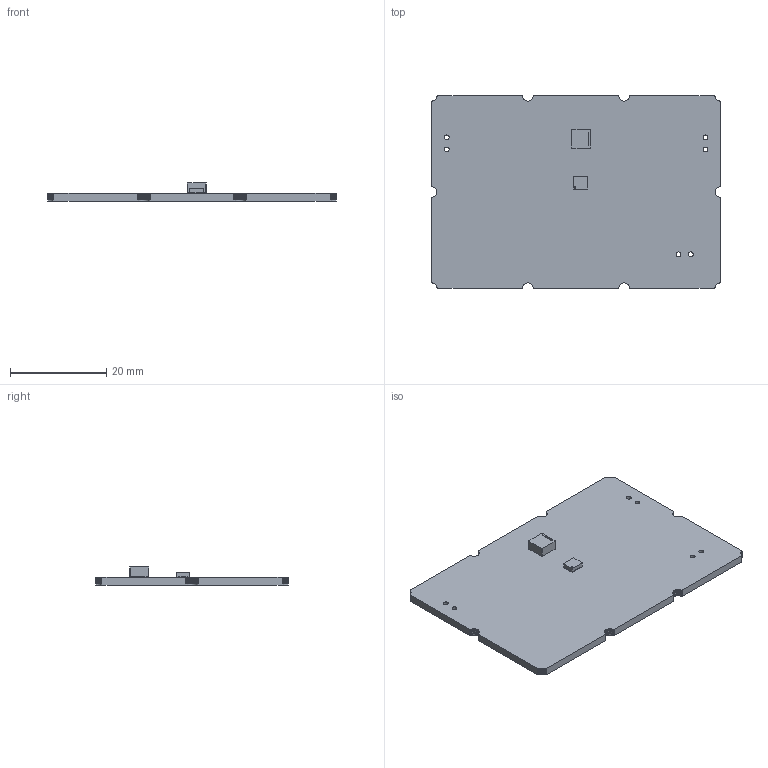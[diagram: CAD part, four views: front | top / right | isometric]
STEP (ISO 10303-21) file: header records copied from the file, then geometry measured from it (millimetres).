
FILE_DESCRIPTION(('KiCad electronic assembly'),'2;1');
FILE_NAME('TPS630702RNMT_BREAKOUT.step','2024-03-22T11:31:03',('Pcbnew') ,('Kicad'),'Open CASCADE STEP processor 7.7','KiCad to STEP converter' ,'Unknown');
FILE_SCHEMA(('AUTOMOTIVE_DESIGN { 1 0 10303 214 1 1 1 1 }'));
Length unit declared in the file: millimetre
Products named in the file (6): TPS630702RNMT_BREAKOUT 1; TPS63070RNMR; RNR11; XFL4020-102MEC; TPS630702RNMT_BREAKOUT PCB
Assembly tree (5 placements, depth 3):
  TPS630702RNMT_BREAKOUT 1
    TPS63070RNMR
      RNR11
    XFL4020-102MEC
      XFL4020-102MEC
    TPS630702RNMT_BREAKOUT PCB
Bounding box: 60 x 40 x 3.75 mm (x, y, z)
Volume: 3847.7 mm3; surface area: 5230.8 mm2
Topology: 20 solids, 20 shells, 400 faces, 1074 edges, 716 vertices
Faces by surface type: plane 354, cylinder 46
Full cylindrical faces by diameter (mm): 1 x4, 1.016 x2
Entity records: 27244 total; most frequent: CARTESIAN_POINT 4650, DIRECTION 4075, LINE 3038, VECTOR 3038, ORIENTED_EDGE 2148, PCURVE 2148, DEFINITIONAL_REPRESENTATION 2148, EDGE_CURVE 1074
